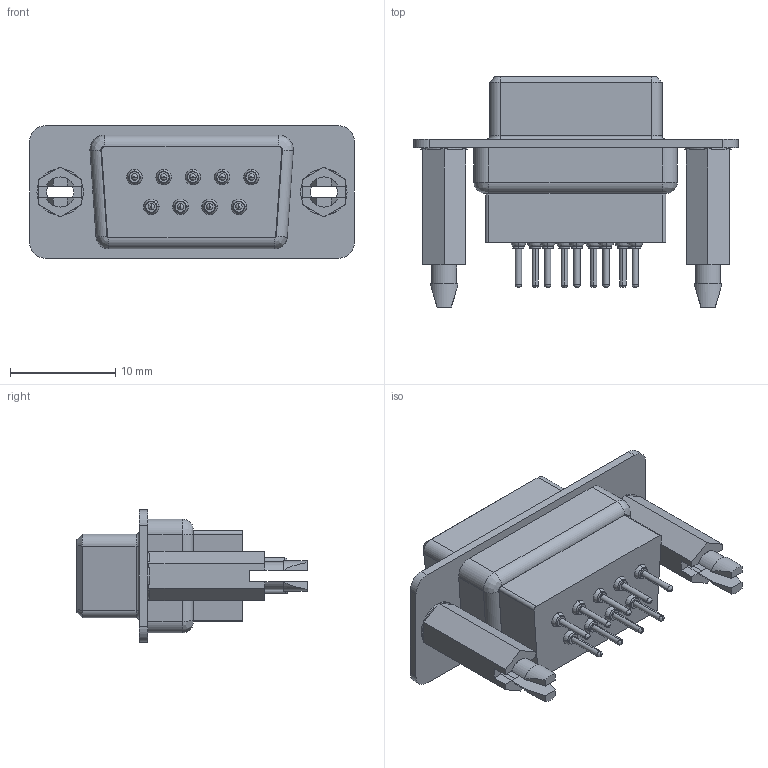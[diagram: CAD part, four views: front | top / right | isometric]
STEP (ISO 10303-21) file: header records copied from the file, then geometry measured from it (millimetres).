
FILE_DESCRIPTION( ('This file contains a STEP AP42 implementation' ,'as created by ZW3D STEP Interface translator.') ,'2;1' );
FILE_NAME( '6222A-XXFYXXB01.stp' ,'231110.144022', (''), ('ZWCAD Software Co.'), 'Version 1.0', 'ZW3D to STEP translator', '' );
FILE_SCHEMA(('AUTOMOTIVE_DESIGN { 1 0 10303 214 1 1 1 1 }'));
Length unit declared in the file: millimetre
Products named in the file (2): 0; 6210_xxfbs002
Bounding box: 30.81 x 21.82 x 12.55 mm (x, y, z)
Volume: 2686.5 mm3; surface area: 3292.3 mm2
Topology: 1 solids, 1 shells, 315 faces, 748 edges, 470 vertices
Faces by surface type: plane 137, cylinder 90, torus 44, bspline 40, cone 4
Entity records: 10412 total; most frequent: CARTESIAN_POINT 2556, DIRECTION 1684, ORIENTED_EDGE 1496, EDGE_CURVE 748, AXIS2_PLACEMENT_3D 669, VERTEX_POINT 470, EDGE_LOOP 354, VECTOR 346
